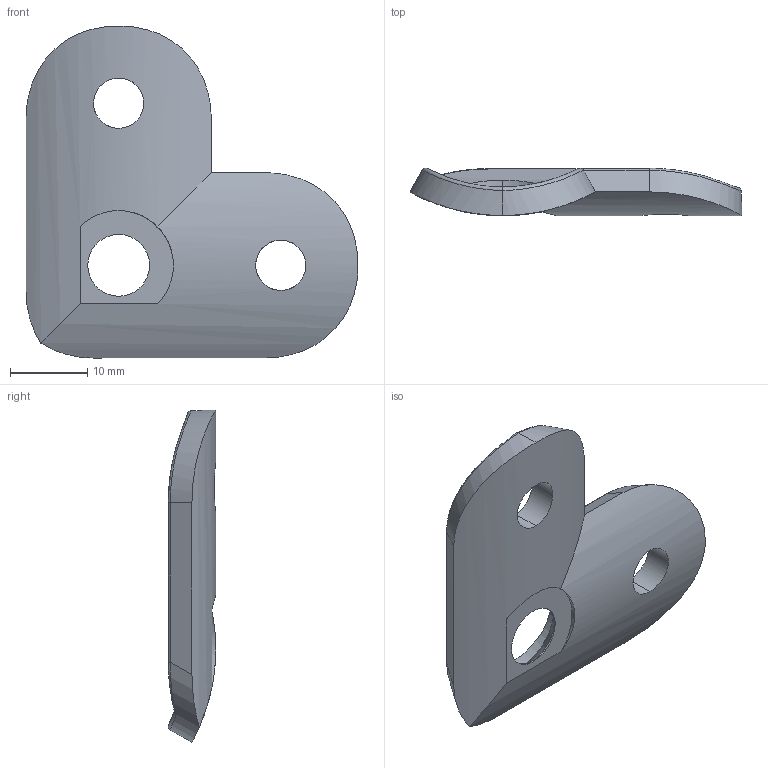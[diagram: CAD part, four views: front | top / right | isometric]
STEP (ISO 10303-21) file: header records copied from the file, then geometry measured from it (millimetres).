
FILE_DESCRIPTION (( 'STEP AP203' ), '1' );
FILE_NAME ('60179-240.step', '2019-03-20T12:34:27', ( '' ), ( '' ), 'SwSTEP 2.0', 'SolidWorks 2015', '' );
FILE_SCHEMA (( 'CONFIG_CONTROL_DESIGN' ));
Length unit declared in the file: millimetre
Products named in the file (1): 60179-240
Bounding box: 43 x 6.15 x 43 mm (x, y, z)
Volume: 4188.6 mm3; surface area: 3125.5 mm2
Topology: 1 solids, 1 shells, 246 faces, 644 edges, 424 vertices
Faces by surface type: plane 100, bspline 96, cylinder 48, cone 2
Entity records: 12374 total; most frequent: CARTESIAN_POINT 6959, ORIENTED_EDGE 1288, DIRECTION 790, EDGE_CURVE 644, VERTEX_POINT 424, LINE 296, VECTOR 296, EDGE_LOOP 276
